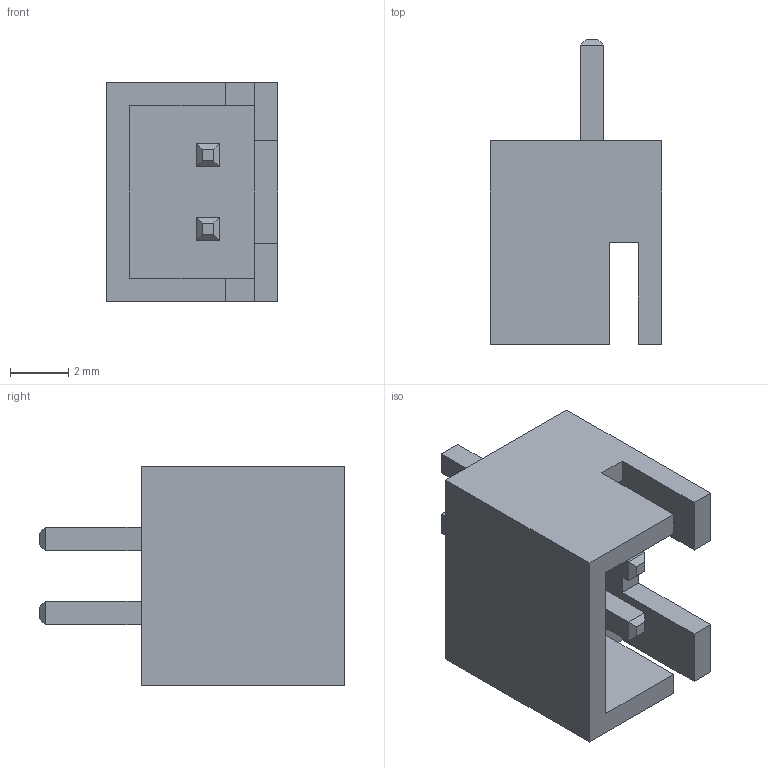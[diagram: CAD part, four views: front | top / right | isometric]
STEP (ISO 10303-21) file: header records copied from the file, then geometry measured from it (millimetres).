
FILE_DESCRIPTION((''),'2;1');
FILE_NAME('XH-2','2015-10-16T',('Byron'),(''),'PRO/ENGINEER BY PARAMETRIC TECHNOLOGY CORPORATION, 2015070','PRO/ENGINEER BY PARAMETRIC TECHNOLOGY CORPORATION, 2015070','');
FILE_SCHEMA(('AUTOMOTIVE_DESIGN { 1 2 10303 214 0 1 1 1 }'));
Length unit declared in the file: millimetre
Products named in the file (1): XH-2
Bounding box: 5.9 x 10.5 x 7.54 mm (x, y, z)
Volume: 148.5 mm3; surface area: 436 mm2
Topology: 1 solids, 1 shells, 56 faces, 134 edges, 84 vertices
Faces by surface type: plane 56
Entity records: 2012 total; most frequent: CARTESIAN_POINT 276, ORIENTED_EDGE 268, DIRECTION 246, VECTOR 134, LINE 134, EDGE_CURVE 134, VERTEX_POINT 84, EDGE_LOOP 60
